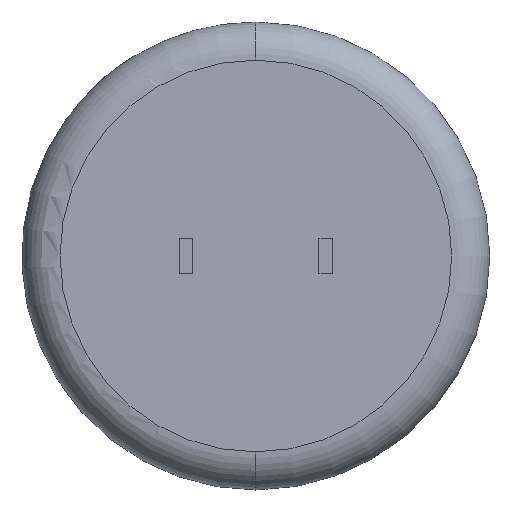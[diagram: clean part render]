
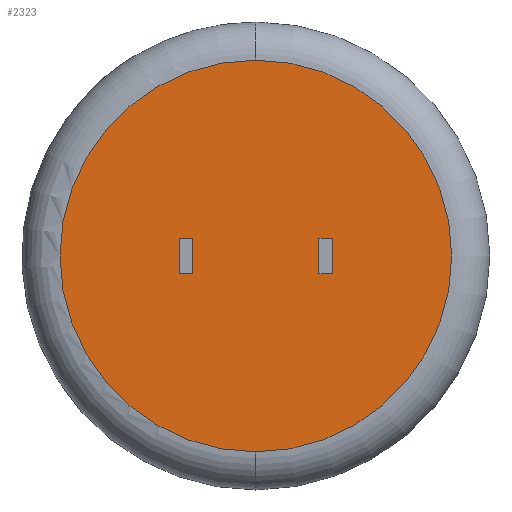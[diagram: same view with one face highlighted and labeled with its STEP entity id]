
A CAD part, front view. The second image highlights one B-rep face of the part: STEP entity #2323.
In plain terms, the highlighted planar face has unit normal (0, -1, 0).
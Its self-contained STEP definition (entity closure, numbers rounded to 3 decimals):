
#4 = CARTESIAN_POINT ( 'NONE',  ( -2.79, 0., 0.65 ) ) ;
#31 = CARTESIAN_POINT ( 'NONE',  ( 2.29, 0., 0.65 ) ) ;
#33 = ORIENTED_EDGE ( 'NONE', *, *, #2719, .T. ) ;
#55 = LINE ( 'NONE', #1255, #1202 ) ;
#73 = VERTEX_POINT ( 'NONE', #1801 ) ;
#169 = LINE ( 'NONE', #1926, #596 ) ;
#171 = FACE_OUTER_BOUND ( 'NONE', #250, .T. ) ;
#195 = EDGE_CURVE ( 'NONE', #2467, #2081, #1728, .T. ) ;
#222 = CARTESIAN_POINT ( 'NONE',  ( 2.29, 0., -0.65 ) ) ;
#250 = EDGE_LOOP ( 'NONE', ( #1075, #33 ) ) ;
#364 = CARTESIAN_POINT ( 'NONE',  ( -2.29, 0., -0.65 ) ) ;
#389 = CARTESIAN_POINT ( 'NONE',  ( 0., 0., -7.113 ) ) ;
#471 = ORIENTED_EDGE ( 'NONE', *, *, #1703, .F. ) ;
#476 = PLANE ( 'NONE',  #2522 ) ;
#524 = DIRECTION ( 'NONE',  ( 0., -1., 0. ) ) ;
#547 = EDGE_LOOP ( 'NONE', ( #1902, #1115, #471, #724 ) ) ;
#556 = CARTESIAN_POINT ( 'NONE',  ( 2.29, 0., 0.65 ) ) ;
#563 = CARTESIAN_POINT ( 'NONE',  ( -2.29, 0., 0.65 ) ) ;
#596 = VECTOR ( 'NONE', #659, 1000. ) ;
#616 = VERTEX_POINT ( 'NONE', #364 ) ;
#651 = VERTEX_POINT ( 'NONE', #563 ) ;
#659 = DIRECTION ( 'NONE',  ( 0., 0., -1. ) ) ;
#688 = DIRECTION ( 'NONE',  ( 0., 0., 1. ) ) ;
#703 = DIRECTION ( 'NONE',  ( 0., 1., 0. ) ) ;
#705 = CARTESIAN_POINT ( 'NONE',  ( 2.79, 0., -0.65 ) ) ;
#713 = EDGE_CURVE ( 'NONE', #2633, #651, #1101, .T. ) ;
#723 = DIRECTION ( 'NONE',  ( 0., -1., 0. ) ) ;
#724 = ORIENTED_EDGE ( 'NONE', *, *, #195, .F. ) ;
#743 = DIRECTION ( 'NONE',  ( 1., 0., 0. ) ) ;
#943 = DIRECTION ( 'NONE',  ( 0., 0., 1. ) ) ;
#981 = DIRECTION ( 'NONE',  ( 0., 0., -1. ) ) ;
#1002 = VECTOR ( 'NONE', #743, 1000. ) ;
#1004 = VECTOR ( 'NONE', #2536, 1000. ) ;
#1026 = FACE_BOUND ( 'NONE', #1765, .T. ) ;
#1075 = ORIENTED_EDGE ( 'NONE', *, *, #1683, .T. ) ;
#1101 = LINE ( 'NONE', #1999, #1002 ) ;
#1105 = CARTESIAN_POINT ( 'NONE',  ( -2.79, 0., -0.65 ) ) ;
#1115 = ORIENTED_EDGE ( 'NONE', *, *, #1514, .F. ) ;
#1129 = CARTESIAN_POINT ( 'NONE',  ( -2.79, 0., -0.65 ) ) ;
#1150 = CARTESIAN_POINT ( 'NONE',  ( 0., 0., 0. ) ) ;
#1167 = VECTOR ( 'NONE', #2591, 1000. ) ;
#1169 = CARTESIAN_POINT ( 'NONE',  ( 2.79, 0., 0. ) ) ;
#1198 = FACE_BOUND ( 'NONE', #547, .T. ) ;
#1202 = VECTOR ( 'NONE', #981, 1000. ) ;
#1214 = CARTESIAN_POINT ( 'NONE',  ( 2.29, 0., -0.65 ) ) ;
#1224 = CIRCLE ( 'NONE', #2746, 7.113 ) ;
#1255 = CARTESIAN_POINT ( 'NONE',  ( 2.29, 0., -0.65 ) ) ;
#1352 = DIRECTION ( 'NONE',  ( 1., 0., 0. ) ) ;
#1404 = LINE ( 'NONE', #1169, #2123 ) ;
#1453 = VERTEX_POINT ( 'NONE', #1105 ) ;
#1475 = EDGE_CURVE ( 'NONE', #1453, #2633, #1694, .T. ) ;
#1479 = ORIENTED_EDGE ( 'NONE', *, *, #1475, .T. ) ;
#1514 = EDGE_CURVE ( 'NONE', #2252, #1776, #1802, .T. ) ;
#1570 = CARTESIAN_POINT ( 'NONE',  ( 0., 0., 0. ) ) ;
#1596 = EDGE_CURVE ( 'NONE', #1453, #616, #2505, .T. ) ;
#1641 = AXIS2_PLACEMENT_3D ( 'NONE', #1150, #524, #943 ) ;
#1683 = EDGE_CURVE ( 'NONE', #73, #2510, #2529, .T. ) ;
#1694 = LINE ( 'NONE', #1959, #1756 ) ;
#1703 = EDGE_CURVE ( 'NONE', #2081, #2252, #1404, .T. ) ;
#1728 = LINE ( 'NONE', #222, #1004 ) ;
#1756 = VECTOR ( 'NONE', #688, 1000. ) ;
#1765 = EDGE_LOOP ( 'NONE', ( #1479, #2581, #2382, #1971 ) ) ;
#1776 = VERTEX_POINT ( 'NONE', #556 ) ;
#1801 = CARTESIAN_POINT ( 'NONE',  ( 0., 0., 7.113 ) ) ;
#1802 = LINE ( 'NONE', #31, #1167 ) ;
#1806 = DIRECTION ( 'NONE',  ( 0., 0., 1. ) ) ;
#1822 = EDGE_CURVE ( 'NONE', #1776, #2467, #55, .T. ) ;
#1842 = VECTOR ( 'NONE', #1352, 1000. ) ;
#1850 = CARTESIAN_POINT ( 'NONE',  ( 2.79, 0., 0.65 ) ) ;
#1902 = ORIENTED_EDGE ( 'NONE', *, *, #1822, .F. ) ;
#1926 = CARTESIAN_POINT ( 'NONE',  ( -2.29, 0., 0.65 ) ) ;
#1959 = CARTESIAN_POINT ( 'NONE',  ( -2.79, 0., 0. ) ) ;
#1971 = ORIENTED_EDGE ( 'NONE', *, *, #1596, .F. ) ;
#1973 = CARTESIAN_POINT ( 'NONE',  ( 0., 0., 0. ) ) ;
#1989 = DIRECTION ( 'NONE',  ( 0., 0., 1. ) ) ;
#1999 = CARTESIAN_POINT ( 'NONE',  ( -2.79, 0., 0.65 ) ) ;
#2081 = VERTEX_POINT ( 'NONE', #705 ) ;
#2123 = VECTOR ( 'NONE', #1806, 1000. ) ;
#2252 = VERTEX_POINT ( 'NONE', #1850 ) ;
#2323 = ADVANCED_FACE ( 'NONE', ( #171, #1026, #1198 ), #476, .F. ) ;
#2382 = ORIENTED_EDGE ( 'NONE', *, *, #2579, .T. ) ;
#2426 = DIRECTION ( 'NONE',  ( 0., 0., 1. ) ) ;
#2467 = VERTEX_POINT ( 'NONE', #1214 ) ;
#2505 = LINE ( 'NONE', #1129, #1842 ) ;
#2510 = VERTEX_POINT ( 'NONE', #389 ) ;
#2522 = AXIS2_PLACEMENT_3D ( 'NONE', #1973, #703, #1989 ) ;
#2529 = CIRCLE ( 'NONE', #1641, 7.113 ) ;
#2536 = DIRECTION ( 'NONE',  ( 1., 0., 0. ) ) ;
#2579 = EDGE_CURVE ( 'NONE', #651, #616, #169, .T. ) ;
#2581 = ORIENTED_EDGE ( 'NONE', *, *, #713, .T. ) ;
#2591 = DIRECTION ( 'NONE',  ( -1., 0., 0. ) ) ;
#2633 = VERTEX_POINT ( 'NONE', #4 ) ;
#2719 = EDGE_CURVE ( 'NONE', #2510, #73, #1224, .T. ) ;
#2746 = AXIS2_PLACEMENT_3D ( 'NONE', #1570, #723, #2426 ) ;
